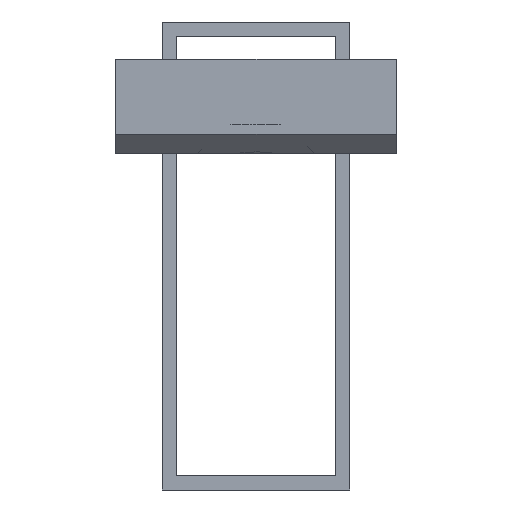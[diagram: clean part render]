
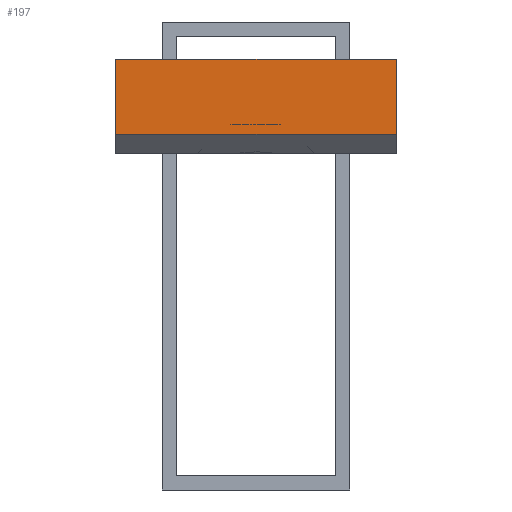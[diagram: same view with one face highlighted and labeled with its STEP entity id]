
A CAD part, left-side view. The second image highlights one B-rep face of the part: STEP entity #197.
In plain terms, the highlighted planar face has unit normal (-1, 0, 0).
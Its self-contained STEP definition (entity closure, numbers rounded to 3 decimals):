
#197=ADVANCED_FACE('',(#468),#469,.T.);
#468=FACE_OUTER_BOUND('',#748,.T.);
#469=PLANE('',#749);
#748=EDGE_LOOP('',(#1280,#1281,#1282,#1283));
#749=AXIS2_PLACEMENT_3D('',#1284,#1285,#1286);
#1280=ORIENTED_EDGE('',*,*,#1591,.F.);
#1281=ORIENTED_EDGE('',*,*,#1592,.T.);
#1282=ORIENTED_EDGE('',*,*,#1593,.T.);
#1283=ORIENTED_EDGE('',*,*,#1594,.T.);
#1284=CARTESIAN_POINT('',(-778.0,-15.,-14.));
#1285=DIRECTION('',(-1.0,0.0,0.));
#1286=DIRECTION('',(0.0,1.0,0.0));
#1591=EDGE_CURVE('',#1935,#1936,#1937,.T.);
#1592=EDGE_CURVE('',#1935,#1938,#1939,.T.);
#1593=EDGE_CURVE('',#1938,#1940,#1941,.T.);
#1594=EDGE_CURVE('',#1940,#1936,#1942,.T.);
#1935=VERTEX_POINT('',#2390);
#1936=VERTEX_POINT('',#2391);
#1937=LINE('',#2392,#2393);
#1938=VERTEX_POINT('',#2394);
#1939=LINE('',#2395,#2396);
#1940=VERTEX_POINT('',#2397);
#1941=LINE('',#2398,#2399);
#1942=LINE('',#2400,#2401);
#2390=CARTESIAN_POINT('',(-778.0,15.,-12.));
#2391=CARTESIAN_POINT('',(-778.0,15.,-4.));
#2392=CARTESIAN_POINT('',(-778.0,15.,-14.));
#2393=VECTOR('',#2693,1000.0);
#2394=CARTESIAN_POINT('',(-778.0,-15.,-12.));
#2395=CARTESIAN_POINT('',(-778.0,-15.,-12.));
#2396=VECTOR('',#2694,1000.0);
#2397=CARTESIAN_POINT('',(-778.0,-15.,-4.));
#2398=CARTESIAN_POINT('',(-778.0,-15.,-14.));
#2399=VECTOR('',#2695,1000.0);
#2400=CARTESIAN_POINT('',(-778.0,-15.,-4.));
#2401=VECTOR('',#2696,1000.0);
#2693=DIRECTION('',(0.,0.0,1.0));
#2694=DIRECTION('',(0.0,-1.0,0.0));
#2695=DIRECTION('',(0.,0.0,1.0));
#2696=DIRECTION('',(0.0,1.0,0.0));
